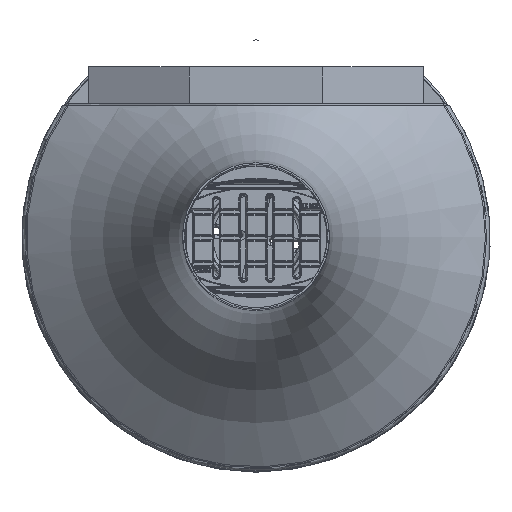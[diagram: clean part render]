
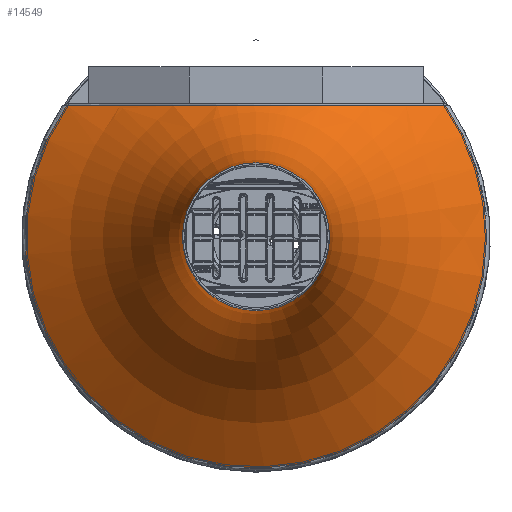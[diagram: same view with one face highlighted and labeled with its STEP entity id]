
A CAD part, top view. The second image highlights one B-rep face of the part: STEP entity #14549.
In plain terms, the highlighted toroidal (fillet/blend) face has major radius 560 mm and minor radius 450 mm.
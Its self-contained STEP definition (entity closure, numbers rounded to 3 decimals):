
#14549=ADVANCED_FACE('',(#28748,#28749),#28750,.F.);
#28748=FACE_OUTER_BOUND('',#114642,.T.);
#28749=FACE_OUTER_BOUND('',#114643,.T.);
#28750=TOROIDAL_SURFACE('',#114644,560.0,450.0);
#114642=EDGE_LOOP('',(#152262,#152263));
#114643=EDGE_LOOP('',(#152264));
#114644=AXIS2_PLACEMENT_3D('',#152265,#152266,#152267);
#152262=ORIENTED_EDGE('',*,*,#167761,.F.);
#152263=ORIENTED_EDGE('',*,*,#167778,.T.);
#152264=ORIENTED_EDGE('',*,*,#167780,.F.);
#152265=CARTESIAN_POINT('',(0.0,0.0,1280.4));
#152266=DIRECTION('',(0.0,0.0,1.0));
#152267=DIRECTION('',(1.0,0.0,0.0));
#167761=EDGE_CURVE('',#189901,#189903,#189904,.T.);
#167778=EDGE_CURVE('',#189901,#189903,#189925,.T.);
#167780=EDGE_CURVE('',#189927,#189927,#189928,.T.);
#189901=VERTEX_POINT('',#261969);
#189903=VERTEX_POINT('',#261979);
#189904=B_SPLINE_CURVE_WITH_KNOTS('',2,(#261980,#261981,#261982,#261983,#261984,#261985,#261986,#261987,#261988,#261989,#261990,#261991,#261992,#261993,#261994,#261995,#261996,#261997,#261998,#261999,#262000,#262001,#262002,#262003,#262004,#262005,#262006,#262007,#262008,#262009,#262010,#262011,#262012,#262013,#262014,#262015,#262016,#262017,#262018,#262019,#262020,#262021,#262022,#262023,#262024,#262025,#262026,#262027,#262028,#262029,#262030,#262031,#262032,#262033,#262034,#262035,#262036),.UNSPECIFIED.,.F.,.F.,(3,2,2,2,2,2,2,2,2,2,2,2,2,2,2,2,2,2,2,2,2,2,2,2,2,2,2,2,3),(0.0,0.063,0.125,0.188,0.219,0.231,0.25,0.281,0.313,0.344,0.375,0.406,0.438,0.469,0.5,0.531,0.563,0.594,0.625,0.656,0.688,0.719,0.75,0.781,0.813,0.844,0.875,0.938,1.0),.UNSPECIFIED.);
#189925=CIRCLE('',#262082,344.783);
#189927=VERTEX_POINT('',#262084);
#189928=CIRCLE('',#262085,110.0);
#261969=CARTESIAN_POINT('',(-282.959,197.0,885.202));
#261979=CARTESIAN_POINT('',(282.959,197.0,885.202));
#261980=CARTESIAN_POINT('',(-282.959,197.0,885.202));
#261981=CARTESIAN_POINT('',(-265.701,197.0,892.915));
#261982=CARTESIAN_POINT('',(-247.744,197.0,901.958));
#261983=CARTESIAN_POINT('',(-231.243,197.0,910.267));
#261984=CARTESIAN_POINT('',(-213.241,197.0,920.166));
#261985=CARTESIAN_POINT('',(-198.202,197.0,928.436));
#261986=CARTESIAN_POINT('',(-179.251,197.0,939.42));
#261987=CARTESIAN_POINT('',(-172.632,197.0,943.257));
#261988=CARTESIAN_POINT('',(-162.364,197.0,949.266));
#261989=CARTESIAN_POINT('',(-158.991,197.0,951.24));
#261990=CARTESIAN_POINT('',(-155.615,197.0,953.217));
#261991=CARTESIAN_POINT('',(-149.623,197.0,956.725));
#261992=CARTESIAN_POINT('',(-145.487,197.0,959.134));
#261993=CARTESIAN_POINT('',(-135.78,197.0,964.79));
#261994=CARTESIAN_POINT('',(-128.559,197.0,968.905));
#261995=CARTESIAN_POINT('',(-119.266,197.0,974.2));
#261996=CARTESIAN_POINT('',(-111.499,197.0,978.427));
#261997=CARTESIAN_POINT('',(-102.284,197.0,983.442));
#261998=CARTESIAN_POINT('',(-94.205,197.0,987.507));
#261999=CARTESIAN_POINT('',(-84.921,197.0,992.179));
#262000=CARTESIAN_POINT('',(-76.544,197.0,995.897));
#262001=CARTESIAN_POINT('',(-67.087,197.0,1000.095));
#262002=CARTESIAN_POINT('',(-58.363,197.0,1003.265));
#262003=CARTESIAN_POINT('',(-48.791,197.0,1006.743));
#262004=CARTESIAN_POINT('',(-39.771,197.0,1009.105));
#262005=CARTESIAN_POINT('',(-30.092,197.0,1011.64));
#262006=CARTESIAN_POINT('',(-20.768,197.0,1012.963));
#262007=CARTESIAN_POINT('',(-10.951,197.0,1014.356));
#262008=CARTESIAN_POINT('',(-1.27,197.0,1014.441));
#262009=CARTESIAN_POINT('',(8.531,197.0,1014.528));
#262010=CARTESIAN_POINT('',(18.443,197.0,1013.275));
#262011=CARTESIAN_POINT('',(27.886,197.0,1012.082));
#262012=CARTESIAN_POINT('',(37.67,197.0,1009.642));
#262013=CARTESIAN_POINT('',(46.802,197.0,1007.366));
#262014=CARTESIAN_POINT('',(56.479,197.0,1003.94));
#262015=CARTESIAN_POINT('',(65.304,197.0,1000.817));
#262016=CARTESIAN_POINT('',(74.861,197.0,996.638));
#262017=CARTESIAN_POINT('',(83.324,197.0,992.938));
#262018=CARTESIAN_POINT('',(92.694,197.0,988.264));
#262019=CARTESIAN_POINT('',(100.85,197.0,984.196));
#262020=CARTESIAN_POINT('',(110.139,197.0,979.165));
#262021=CARTESIAN_POINT('',(117.983,197.0,974.918));
#262022=CARTESIAN_POINT('',(127.337,197.0,969.601));
#262023=CARTESIAN_POINT('',(134.658,197.0,965.439));
#262024=CARTESIAN_POINT('',(144.393,197.0,959.772));
#262025=CARTESIAN_POINT('',(148.68,197.0,957.276));
#262026=CARTESIAN_POINT('',(161.392,197.0,949.835));
#262027=CARTESIAN_POINT('',(171.91,197.0,943.678));
#262028=CARTESIAN_POINT('',(178.399,197.0,939.914));
#262029=CARTESIAN_POINT('',(187.567,197.0,934.596));
#262030=CARTESIAN_POINT('',(195.468,197.0,930.109));
#262031=CARTESIAN_POINT('',(204.474,197.0,924.993));
#262032=CARTESIAN_POINT('',(212.64,197.0,920.497));
#262033=CARTESIAN_POINT('',(230.806,197.0,910.495));
#262034=CARTESIAN_POINT('',(247.432,197.0,902.115));
#262035=CARTESIAN_POINT('',(265.552,197.0,892.982));
#262036=CARTESIAN_POINT('',(282.959,197.0,885.202));
#262082=AXIS2_PLACEMENT_3D('',#275475,#275476,#275477);
#262084=CARTESIAN_POINT('',(110.0,0.0,1280.4));
#262085=AXIS2_PLACEMENT_3D('',#275478,#275479,#275480);
#275475=CARTESIAN_POINT('',(0.0,0.0,885.202));
#275476=DIRECTION('',(0.0,0.0,1.0));
#275477=DIRECTION('',(1.0,0.0,0.0));
#275478=CARTESIAN_POINT('',(0.0,0.0,1280.4));
#275479=DIRECTION('',(0.0,0.0,1.0));
#275480=DIRECTION('',(1.0,0.0,0.0));
